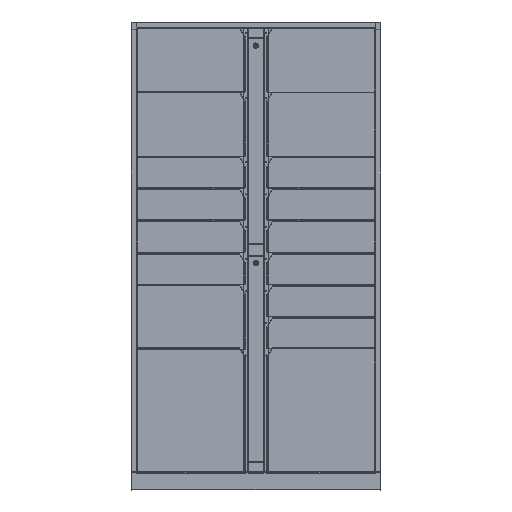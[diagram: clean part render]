
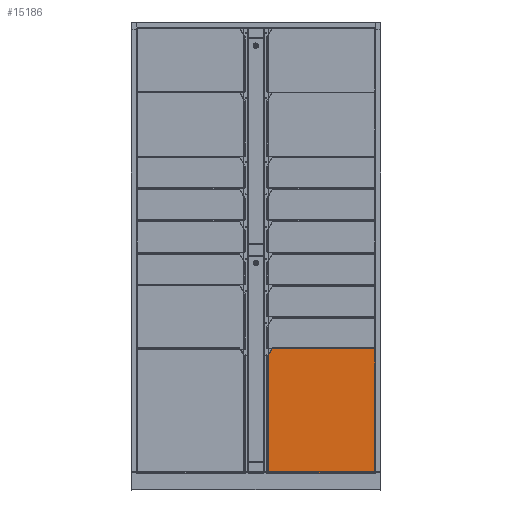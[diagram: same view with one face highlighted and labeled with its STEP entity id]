
A CAD part, top view. The second image highlights one B-rep face of the part: STEP entity #15186.
In plain terms, the highlighted planar face has unit normal (0, 0, 1).
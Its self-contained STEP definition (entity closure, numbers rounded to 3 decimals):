
#7 = VECTOR ( 'NONE', #52183, 1000. ) ;
#277 = ORIENTED_EDGE ( 'NONE', *, *, #76264, .T. ) ;
#586 = VERTEX_POINT ( 'NONE', #45323 ) ;
#1352 = VECTOR ( 'NONE', #89289, 1000. ) ;
#3025 = EDGE_CURVE ( 'NONE', #24487, #46428, #76865, .T. ) ;
#5037 = VECTOR ( 'NONE', #92572, 1000. ) ;
#10902 = CARTESIAN_POINT ( 'NONE',  ( 52.03, 35.327, 0.121 ) ) ;
#15186 = ADVANCED_FACE ( 'NONE', ( #86895 ), #88218, .F. ) ;
#18424 = DIRECTION ( 'NONE',  ( -1., 0., 0. ) ) ;
#19458 = CARTESIAN_POINT ( 'NONE',  ( 491.51, 29.753, 0.121 ) ) ;
#20169 = ORIENTED_EDGE ( 'NONE', *, *, #48783, .F. ) ;
#20571 = CARTESIAN_POINT ( 'NONE',  ( 52.03, 1863.979, 0.121 ) ) ;
#21449 = B_SPLINE_CURVE_WITH_KNOTS ( 'NONE', 3,
 ( #27408, #77622, #35872, #94313 ),
 .UNSPECIFIED., .F., .F.,
 ( 4, 4 ),
 ( 0., 0. ),
 .UNSPECIFIED. ) ;
#22223 = LINE ( 'NONE', #85492, #7 ) ;
#24487 = VERTEX_POINT ( 'NONE', #70525 ) ;
#25408 = CARTESIAN_POINT ( 'NONE',  ( 46.195, 35.327, 0.121 ) ) ;
#27408 = CARTESIAN_POINT ( 'NONE',  ( 491.406, 544.161, 0.121 ) ) ;
#29877 = LINE ( 'NONE', #67451, #5037 ) ;
#30755 = CARTESIAN_POINT ( 'NONE',  ( 68.082, 545.408, 0.121 ) ) ;
#32097 = VERTEX_POINT ( 'NONE', #57248 ) ;
#32347 = DIRECTION ( 'NONE',  ( 0., -1., 0. ) ) ;
#35246 = VECTOR ( 'NONE', #45861, 1000. ) ;
#35856 = EDGE_CURVE ( 'NONE', #46428, #586, #21449, .T. ) ;
#35872 = CARTESIAN_POINT ( 'NONE',  ( 491.325, 543.899, 0.121 ) ) ;
#37878 = LINE ( 'NONE', #20571, #35246 ) ;
#38098 = DIRECTION ( 'NONE',  ( 0., 0., -1. ) ) ;
#38198 = VECTOR ( 'NONE', #32347, 1000. ) ;
#39165 = ORIENTED_EDGE ( 'NONE', *, *, #47578, .F. ) ;
#39698 = VERTEX_POINT ( 'NONE', #19458 ) ;
#40379 = ORIENTED_EDGE ( 'NONE', *, *, #35856, .T. ) ;
#43507 = LINE ( 'NONE', #60210, #63147 ) ;
#43693 = VERTEX_POINT ( 'NONE', #107358 ) ;
#45323 = CARTESIAN_POINT ( 'NONE',  ( 491.286, 543.766, 0.121 ) ) ;
#45861 = DIRECTION ( 'NONE',  ( 0., -1., 0. ) ) ;
#46428 = VERTEX_POINT ( 'NONE', #69451 ) ;
#47578 = EDGE_CURVE ( 'NONE', #32097, #102962, #65514, .T. ) ;
#48783 = EDGE_CURVE ( 'NONE', #43693, #56840, #29877, .T. ) ;
#48845 = CARTESIAN_POINT ( 'NONE',  ( 491.51, 29.753, 0.121 ) ) ;
#49322 = CARTESIAN_POINT ( 'NONE',  ( 46.195, 29.753, 0.121 ) ) ;
#50975 = EDGE_LOOP ( 'NONE', ( #39165, #72882, #277, #20169, #95787, #102501, #86018, #40379, #72427 ) ) ;
#51000 = AXIS2_PLACEMENT_3D ( 'NONE', #62988, #38098, #96550 ) ;
#52183 = DIRECTION ( 'NONE',  ( -1., 0., 0. ) ) ;
#56840 = VERTEX_POINT ( 'NONE', #25408 ) ;
#57248 = CARTESIAN_POINT ( 'NONE',  ( 52.03, 518.903, 0.121 ) ) ;
#60210 = CARTESIAN_POINT ( 'NONE',  ( 227.698, 35.327, 0.121 ) ) ;
#60488 = LINE ( 'NONE', #48845, #38198 ) ;
#62380 = CARTESIAN_POINT ( 'NONE',  ( 67.088, 543.766, 0.121 ) ) ;
#62988 = CARTESIAN_POINT ( 'NONE',  ( 227.698, -1522.147, 0.121 ) ) ;
#63147 = VECTOR ( 'NONE', #18424, 1000. ) ;
#64074 = EDGE_CURVE ( 'NONE', #39698, #43693, #80316, .T. ) ;
#65514 = LINE ( 'NONE', #30755, #1352 ) ;
#67451 = CARTESIAN_POINT ( 'NONE',  ( 46.195, 509.268, 0.121 ) ) ;
#69451 = CARTESIAN_POINT ( 'NONE',  ( 491.406, 544.161, 0.121 ) ) ;
#70525 = CARTESIAN_POINT ( 'NONE',  ( 491.51, 544.194, 0.121 ) ) ;
#72427 = ORIENTED_EDGE ( 'NONE', *, *, #81705, .T. ) ;
#72882 = ORIENTED_EDGE ( 'NONE', *, *, #105646, .T. ) ;
#75119 = VECTOR ( 'NONE', #107677, 1000. ) ;
#76264 = EDGE_CURVE ( 'NONE', #104076, #56840, #43507, .T. ) ;
#76865 = B_SPLINE_CURVE_WITH_KNOTS ( 'NONE', 3,
 ( #99408, #100914, #97853, #96855 ),
 .UNSPECIFIED., .F., .F.,
 ( 4, 4 ),
 ( 0., 0. ),
 .UNSPECIFIED. ) ;
#77622 = CARTESIAN_POINT ( 'NONE',  ( 491.365, 544.03, 0.121 ) ) ;
#80316 = LINE ( 'NONE', #49322, #75119 ) ;
#81705 = EDGE_CURVE ( 'NONE', #586, #102962, #22223, .T. ) ;
#85492 = CARTESIAN_POINT ( 'NONE',  ( 46.091, 543.766, 0.121 ) ) ;
#86018 = ORIENTED_EDGE ( 'NONE', *, *, #3025, .T. ) ;
#86895 = FACE_OUTER_BOUND ( 'NONE', #50975, .T. ) ;
#88218 = PLANE ( 'NONE',  #51000 ) ;
#89289 = DIRECTION ( 'NONE',  ( 0.518, 0.855, 0. ) ) ;
#92572 = DIRECTION ( 'NONE',  ( 0., 1., 0. ) ) ;
#94313 = CARTESIAN_POINT ( 'NONE',  ( 491.286, 543.766, 0.121 ) ) ;
#95500 = EDGE_CURVE ( 'NONE', #24487, #39698, #60488, .T. ) ;
#95787 = ORIENTED_EDGE ( 'NONE', *, *, #64074, .F. ) ;
#96550 = DIRECTION ( 'NONE',  ( -1., 0., 0. ) ) ;
#96855 = CARTESIAN_POINT ( 'NONE',  ( 491.406, 544.161, 0.121 ) ) ;
#97853 = CARTESIAN_POINT ( 'NONE',  ( 491.441, 544.172, 0.121 ) ) ;
#99408 = CARTESIAN_POINT ( 'NONE',  ( 491.51, 544.194, 0.121 ) ) ;
#100914 = CARTESIAN_POINT ( 'NONE',  ( 491.476, 544.183, 0.121 ) ) ;
#102501 = ORIENTED_EDGE ( 'NONE', *, *, #95500, .F. ) ;
#102962 = VERTEX_POINT ( 'NONE', #62380 ) ;
#104076 = VERTEX_POINT ( 'NONE', #10902 ) ;
#105646 = EDGE_CURVE ( 'NONE', #32097, #104076, #37878, .T. ) ;
#107358 = CARTESIAN_POINT ( 'NONE',  ( 46.195, 29.753, 0.121 ) ) ;
#107677 = DIRECTION ( 'NONE',  ( -1., 0., 0. ) ) ;
